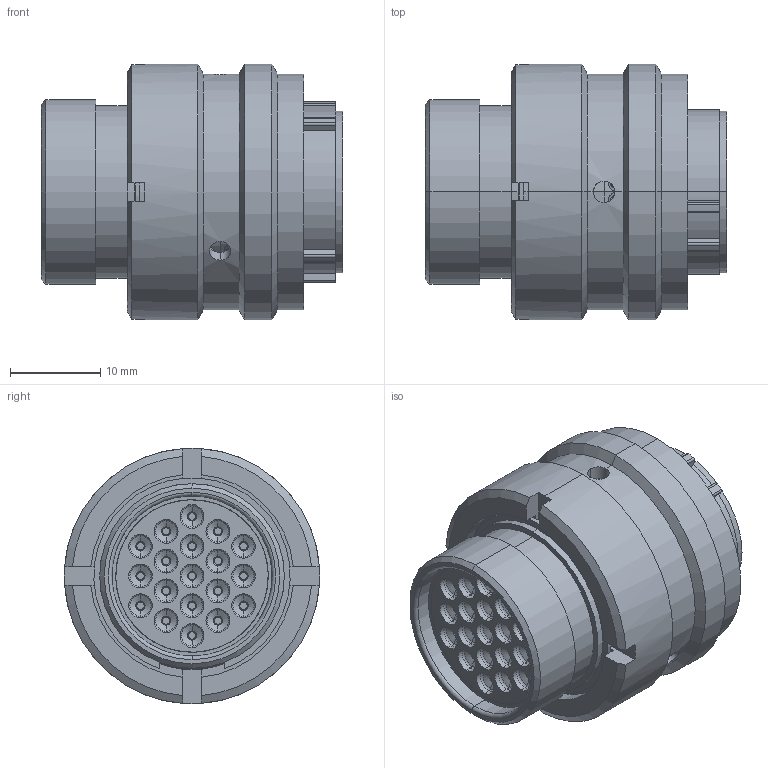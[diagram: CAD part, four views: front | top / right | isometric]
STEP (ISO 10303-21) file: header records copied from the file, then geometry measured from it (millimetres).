
FILE_DESCRIPTION (( 'STEP AP214' ), '1' );
FILE_NAME ('AS614-19PB.STEP', '2019-02-14T14:33:20', ( '' ), ( '' ), 'SwSTEP 2.0', 'SolidWorks 2016', '' );
FILE_SCHEMA (( 'AUTOMOTIVE_DESIGN' ));
Length unit declared in the file: millimetre
Products named in the file (1): AS614-19PB
Bounding box: 33.37 x 28.3 x 28.3 mm (x, y, z)
Volume: 10212.9 mm3; surface area: 13845.8 mm2
Topology: 28 solids, 28 shells, 1966 faces, 4452 edges, 2687 vertices
Faces by surface type: cylinder 629, torus 576, plane 466, cone 278, bspline 9, sphere 8
Entity records: 82998 total; most frequent: CARTESIAN_POINT 16894, DIRECTION 9925, ORIENTED_EDGE 8864, EDGE_CURVE 4432, AXIS2_PLACEMENT_3D 4410, VERTEX_POINT 2675, CIRCLE 2456, EDGE_LOOP 2239
